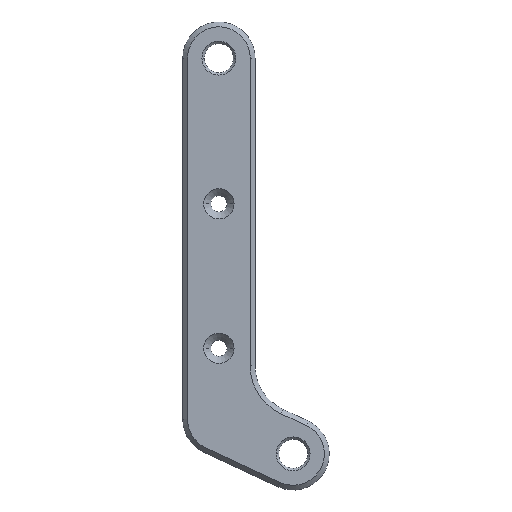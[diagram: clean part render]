
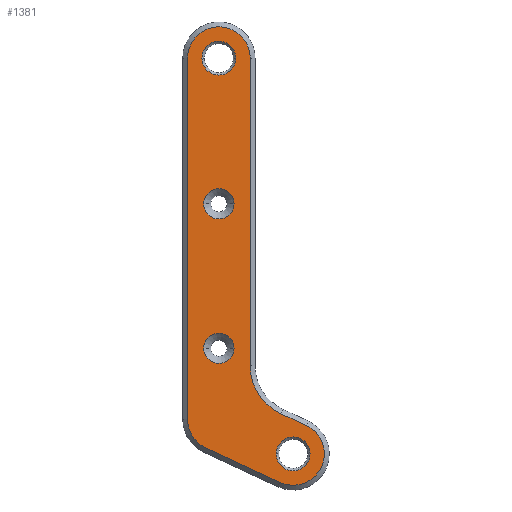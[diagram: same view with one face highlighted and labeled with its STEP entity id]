
A CAD part, top view. The second image highlights one B-rep face of the part: STEP entity #1381.
In plain terms, the highlighted planar face has unit normal (0, 0, 1).
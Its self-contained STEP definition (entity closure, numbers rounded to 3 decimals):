
#12 = VERTEX_POINT ( 'NONE', #702 ) ;
#16 = CIRCLE ( 'NONE', #766, 6.5 ) ;
#34 = FACE_OUTER_BOUND ( 'NONE', #502, .T. ) ;
#66 = AXIS2_PLACEMENT_3D ( 'NONE', #526, #1301, #891 ) ;
#75 = DIRECTION ( 'NONE',  ( 0., 0., 1. ) ) ;
#86 = CIRCLE ( 'NONE', #718, 3.15 ) ;
#87 = ORIENTED_EDGE ( 'NONE', *, *, #876, .T. ) ;
#89 = CARTESIAN_POINT ( 'NONE',  ( 15.407, -7.185, 3. ) ) ;
#100 = CARTESIAN_POINT ( 'NONE',  ( 6.5, 11.149, 3. ) ) ;
#117 = CIRCLE ( 'NONE', #401, 3.525 ) ;
#126 = VERTEX_POINT ( 'NONE', #583 ) ;
#143 = DIRECTION ( 'NONE',  ( 0., 0., 1. ) ) ;
#149 = DIRECTION ( 'NONE',  ( 0., 0., 1. ) ) ;
#150 = EDGE_CURVE ( 'NONE', #430, #1302, #179, .T. ) ;
#154 = EDGE_LOOP ( 'NONE', ( #953, #816 ) ) ;
#179 = CIRCLE ( 'NONE', #1254, 3.525 ) ;
#182 = CARTESIAN_POINT ( 'NONE',  ( 12.66, -13.076, 3. ) ) ;
#193 = ORIENTED_EDGE ( 'NONE', *, *, #1279, .T. ) ;
#201 = CARTESIAN_POINT ( 'NONE',  ( 11.882, -7.185, 3. ) ) ;
#223 = ORIENTED_EDGE ( 'NONE', *, *, #645, .F. ) ;
#226 = ORIENTED_EDGE ( 'NONE', *, *, #266, .T. ) ;
#251 = AXIS2_PLACEMENT_3D ( 'NONE', #808, #143, #588 ) ;
#259 = CARTESIAN_POINT ( 'NONE',  ( -3.525, 75., 3. ) ) ;
#262 = PLANE ( 'NONE',  #846 ) ;
#266 = EDGE_CURVE ( 'NONE', #615, #484, #1179, .T. ) ;
#267 = VERTEX_POINT ( 'NONE', #1270 ) ;
#279 = CIRCLE ( 'NONE', #1022, 3.15 ) ;
#283 = ORIENTED_EDGE ( 'NONE', *, *, #1257, .T. ) ;
#290 = DIRECTION ( 'NONE',  ( 0.906, -0.423, 0. ) ) ;
#295 = CARTESIAN_POINT ( 'NONE',  ( 0., 44.75, 3. ) ) ;
#302 = EDGE_CURVE ( 'NONE', #12, #792, #1256, .T. ) ;
#310 = EDGE_CURVE ( 'NONE', #608, #1427, #86, .T. ) ;
#342 = CARTESIAN_POINT ( 'NONE',  ( 15.407, -7.185, 3. ) ) ;
#345 = EDGE_CURVE ( 'NONE', #267, #635, #728, .T. ) ;
#353 = ORIENTED_EDGE ( 'NONE', *, *, #150, .T. ) ;
#373 = DIRECTION ( 'NONE',  ( 0., 0., 1. ) ) ;
#381 = CARTESIAN_POINT ( 'NONE',  ( -3.15, 44.75, 3. ) ) ;
#398 = CIRCLE ( 'NONE', #1165, 3.525 ) ;
#401 = AXIS2_PLACEMENT_3D ( 'NONE', #1042, #1436, #809 ) ;
#402 = DIRECTION ( 'NONE',  ( 1., 0., 0. ) ) ;
#413 = ORIENTED_EDGE ( 'NONE', *, *, #689, .T. ) ;
#423 = ORIENTED_EDGE ( 'NONE', *, *, #1240, .T. ) ;
#430 = VERTEX_POINT ( 'NONE', #201 ) ;
#443 = CIRCLE ( 'NONE', #66, 3.15 ) ;
#448 = DIRECTION ( 'NONE',  ( -0.906, 0.423, 0. ) ) ;
#465 = CIRCLE ( 'NONE', #251, 6.5 ) ;
#474 = ORIENTED_EDGE ( 'NONE', *, *, #912, .T. ) ;
#484 = VERTEX_POINT ( 'NONE', #638 ) ;
#502 = EDGE_LOOP ( 'NONE', ( #87, #413, #1283, #1084, #193, #283, #423, #226 ) ) ;
#505 = DIRECTION ( 'NONE',  ( 1., 0., 0. ) ) ;
#507 = EDGE_LOOP ( 'NONE', ( #833, #1322 ) ) ;
#518 = DIRECTION ( 'NONE',  ( 1., 0., 0. ) ) ;
#519 = EDGE_LOOP ( 'NONE', ( #968, #223 ) ) ;
#522 = DIRECTION ( 'NONE',  ( 0., 0., 1. ) ) ;
#526 = CARTESIAN_POINT ( 'NONE',  ( 0., 14.75, 3. ) ) ;
#537 = DIRECTION ( 'NONE',  ( 1., 0., 0. ) ) ;
#545 = DIRECTION ( 'NONE',  ( 0., 0., -1. ) ) ;
#564 = FACE_BOUND ( 'NONE', #507, .T. ) ;
#582 = AXIS2_PLACEMENT_3D ( 'NONE', #1206, #745, #518 ) ;
#583 = CARTESIAN_POINT ( 'NONE',  ( -2.747, -5.891, 3. ) ) ;
#586 = EDGE_CURVE ( 'NONE', #1359, #267, #465, .T. ) ;
#588 = DIRECTION ( 'NONE',  ( 1., 0., 0. ) ) ;
#596 = FACE_BOUND ( 'NONE', #154, .T. ) ;
#607 = CARTESIAN_POINT ( 'NONE',  ( 0., 75., 3. ) ) ;
#608 = VERTEX_POINT ( 'NONE', #681 ) ;
#615 = VERTEX_POINT ( 'NONE', #1012 ) ;
#621 = CARTESIAN_POINT ( 'NONE',  ( 0., 44.75, 3. ) ) ;
#625 = AXIS2_PLACEMENT_3D ( 'NONE', #836, #1276, #1168 ) ;
#630 = CARTESIAN_POINT ( 'NONE',  ( 0., 0., 3. ) ) ;
#632 = VERTEX_POINT ( 'NONE', #795 ) ;
#635 = VERTEX_POINT ( 'NONE', #943 ) ;
#638 = CARTESIAN_POINT ( 'NONE',  ( -6.5, 0., 3. ) ) ;
#645 = EDGE_CURVE ( 'NONE', #1427, #608, #279, .T. ) ;
#653 = LINE ( 'NONE', #1430, #1115 ) ;
#681 = CARTESIAN_POINT ( 'NONE',  ( 3.15, 44.75, 3. ) ) ;
#689 = EDGE_CURVE ( 'NONE', #126, #1359, #1285, .T. ) ;
#702 = CARTESIAN_POINT ( 'NONE',  ( -3.15, 14.75, 3. ) ) ;
#713 = CARTESIAN_POINT ( 'NONE',  ( -6.5, 0., 3. ) ) ;
#718 = AXIS2_PLACEMENT_3D ( 'NONE', #295, #522, #505 ) ;
#723 = CIRCLE ( 'NONE', #1398, 11. ) ;
#728 = LINE ( 'NONE', #1174, #1441 ) ;
#745 = DIRECTION ( 'NONE',  ( 0., 0., 1. ) ) ;
#752 = CARTESIAN_POINT ( 'NONE',  ( 18.932, -7.185, 3. ) ) ;
#766 = AXIS2_PLACEMENT_3D ( 'NONE', #630, #75, #1202 ) ;
#792 = VERTEX_POINT ( 'NONE', #1295 ) ;
#793 = CIRCLE ( 'NONE', #582, 6.5 ) ;
#795 = CARTESIAN_POINT ( 'NONE',  ( 6.5, 75., 3. ) ) ;
#808 = CARTESIAN_POINT ( 'NONE',  ( 15.407, -7.185, 3. ) ) ;
#809 = DIRECTION ( 'NONE',  ( 1., 0., 0. ) ) ;
#816 = ORIENTED_EDGE ( 'NONE', *, *, #302, .F. ) ;
#822 = EDGE_CURVE ( 'NONE', #792, #12, #443, .T. ) ;
#833 = ORIENTED_EDGE ( 'NONE', *, *, #1390, .T. ) ;
#836 = CARTESIAN_POINT ( 'NONE',  ( 0., 14.75, 3. ) ) ;
#846 = AXIS2_PLACEMENT_3D ( 'NONE', #1263, #373, #1008 ) ;
#850 = DIRECTION ( 'NONE',  ( 0., -1., 0. ) ) ;
#876 = EDGE_CURVE ( 'NONE', #484, #126, #16, .T. ) ;
#891 = DIRECTION ( 'NONE',  ( 1., 0., 0. ) ) ;
#906 = DIRECTION ( 'NONE',  ( 1., 0., 0. ) ) ;
#912 = EDGE_CURVE ( 'NONE', #1302, #430, #398, .T. ) ;
#938 = FACE_BOUND ( 'NONE', #1157, .T. ) ;
#943 = CARTESIAN_POINT ( 'NONE',  ( 12.851, 1.179, 3. ) ) ;
#953 = ORIENTED_EDGE ( 'NONE', *, *, #822, .F. ) ;
#961 = DIRECTION ( 'NONE',  ( 0., 0., -1. ) ) ;
#968 = ORIENTED_EDGE ( 'NONE', *, *, #310, .F. ) ;
#1008 = DIRECTION ( 'NONE',  ( 1., 0., 0. ) ) ;
#1011 = VERTEX_POINT ( 'NONE', #1353 ) ;
#1012 = CARTESIAN_POINT ( 'NONE',  ( -6.5, 75., 3. ) ) ;
#1022 = AXIS2_PLACEMENT_3D ( 'NONE', #621, #149, #1166 ) ;
#1042 = CARTESIAN_POINT ( 'NONE',  ( 0., 75., 3. ) ) ;
#1079 = EDGE_CURVE ( 'NONE', #1171, #1011, #1167, .T. ) ;
#1081 = DIRECTION ( 'NONE',  ( 0., 0., -1. ) ) ;
#1084 = ORIENTED_EDGE ( 'NONE', *, *, #345, .T. ) ;
#1095 = CARTESIAN_POINT ( 'NONE',  ( 17.5, 11.149, 3. ) ) ;
#1106 = DIRECTION ( 'NONE',  ( 0., 0., -1. ) ) ;
#1115 = VECTOR ( 'NONE', #1200, 1000. ) ;
#1157 = EDGE_LOOP ( 'NONE', ( #474, #353 ) ) ;
#1165 = AXIS2_PLACEMENT_3D ( 'NONE', #89, #545, #537 ) ;
#1166 = DIRECTION ( 'NONE',  ( 1., 0., 0. ) ) ;
#1167 = CIRCLE ( 'NONE', #1190, 3.525 ) ;
#1168 = DIRECTION ( 'NONE',  ( 1., 0., 0. ) ) ;
#1171 = VERTEX_POINT ( 'NONE', #259 ) ;
#1174 = CARTESIAN_POINT ( 'NONE',  ( 2.747, 5.891, 3. ) ) ;
#1179 = LINE ( 'NONE', #713, #1320 ) ;
#1190 = AXIS2_PLACEMENT_3D ( 'NONE', #607, #961, #402 ) ;
#1200 = DIRECTION ( 'NONE',  ( 0., 1., 0. ) ) ;
#1202 = DIRECTION ( 'NONE',  ( 1., 0., 0. ) ) ;
#1206 = CARTESIAN_POINT ( 'NONE',  ( 0., 75., 3. ) ) ;
#1240 = EDGE_CURVE ( 'NONE', #632, #615, #793, .T. ) ;
#1254 = AXIS2_PLACEMENT_3D ( 'NONE', #342, #1106, #906 ) ;
#1256 = CIRCLE ( 'NONE', #625, 3.15 ) ;
#1257 = EDGE_CURVE ( 'NONE', #1327, #632, #653, .T. ) ;
#1263 = CARTESIAN_POINT ( 'NONE',  ( 0., 0., 3. ) ) ;
#1270 = CARTESIAN_POINT ( 'NONE',  ( 18.154, -1.294, 3. ) ) ;
#1276 = DIRECTION ( 'NONE',  ( 0., 0., 1. ) ) ;
#1279 = EDGE_CURVE ( 'NONE', #635, #1327, #723, .T. ) ;
#1283 = ORIENTED_EDGE ( 'NONE', *, *, #586, .T. ) ;
#1285 = LINE ( 'NONE', #1392, #1347 ) ;
#1295 = CARTESIAN_POINT ( 'NONE',  ( 3.15, 14.75, 3. ) ) ;
#1301 = DIRECTION ( 'NONE',  ( 0., 0., 1. ) ) ;
#1302 = VERTEX_POINT ( 'NONE', #752 ) ;
#1320 = VECTOR ( 'NONE', #850, 1000. ) ;
#1322 = ORIENTED_EDGE ( 'NONE', *, *, #1079, .T. ) ;
#1327 = VERTEX_POINT ( 'NONE', #100 ) ;
#1347 = VECTOR ( 'NONE', #290, 1000. ) ;
#1353 = CARTESIAN_POINT ( 'NONE',  ( 3.525, 75., 3. ) ) ;
#1359 = VERTEX_POINT ( 'NONE', #182 ) ;
#1368 = FACE_BOUND ( 'NONE', #519, .T. ) ;
#1381 = ADVANCED_FACE ( 'NONE', ( #564, #938, #34, #596, #1368 ), #262, .T. ) ;
#1390 = EDGE_CURVE ( 'NONE', #1011, #1171, #117, .T. ) ;
#1392 = CARTESIAN_POINT ( 'NONE',  ( -2.747, -5.891, 3. ) ) ;
#1398 = AXIS2_PLACEMENT_3D ( 'NONE', #1095, #1081, #1408 ) ;
#1408 = DIRECTION ( 'NONE',  ( 1., 0., 0. ) ) ;
#1427 = VERTEX_POINT ( 'NONE', #381 ) ;
#1430 = CARTESIAN_POINT ( 'NONE',  ( 6.5, 75., 3. ) ) ;
#1436 = DIRECTION ( 'NONE',  ( 0., 0., -1. ) ) ;
#1441 = VECTOR ( 'NONE', #448, 1000. ) ;
